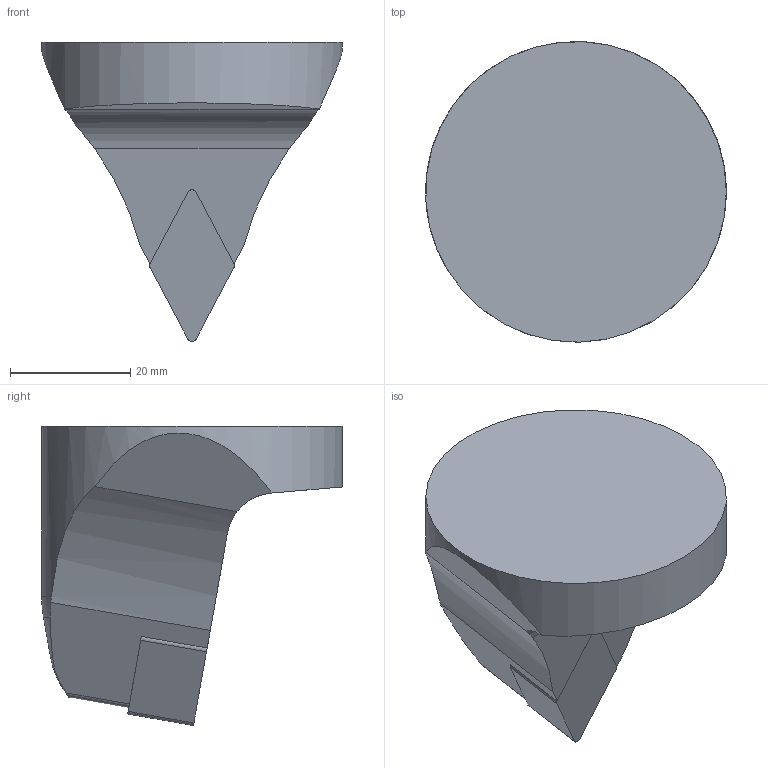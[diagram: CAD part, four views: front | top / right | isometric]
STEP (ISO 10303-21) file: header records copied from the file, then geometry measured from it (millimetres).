
FILE_DESCRIPTION((''),'1');
FILE_NAME('S50-DDHNN-00050-15.stp','2012-12-24T06:25:39',(''),(''),'Spatial Interop R18','Kubotek KeyCreator V8.5.1 (14335)',' ');
FILE_SCHEMA(('CONFIG_CONTROL_DESIGN'));
Length unit declared in the file: millimetre
Products named in the file (1): 1
Bounding box: 49.99 x 50 x 49.73 mm (x, y, z)
Volume: 40428.3 mm3; surface area: 7805.1 mm2
Topology: 1 solids, 1 shells, 29 faces, 79 edges, 52 vertices
Faces by surface type: plane 13, cylinder 11, torus 4, cone 1
Full cylindrical faces by diameter (mm): 50 x1
Entity records: 1068 total; most frequent: CARTESIAN_POINT 280, DIRECTION 164, ORIENTED_EDGE 154, EDGE_CURVE 77, AXIS2_PLACEMENT_3D 65, VERTEX_POINT 51, LINE 34, VECTOR 34
